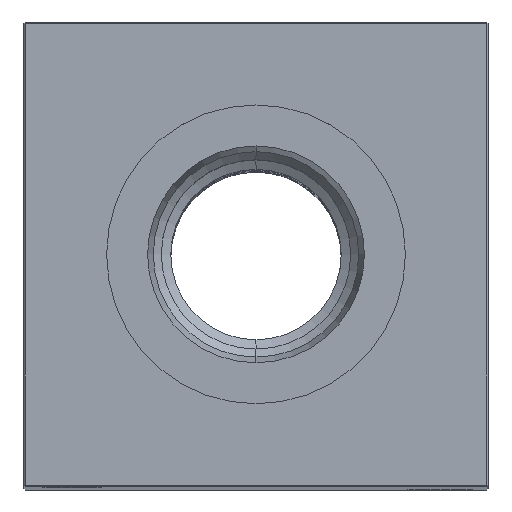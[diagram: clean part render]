
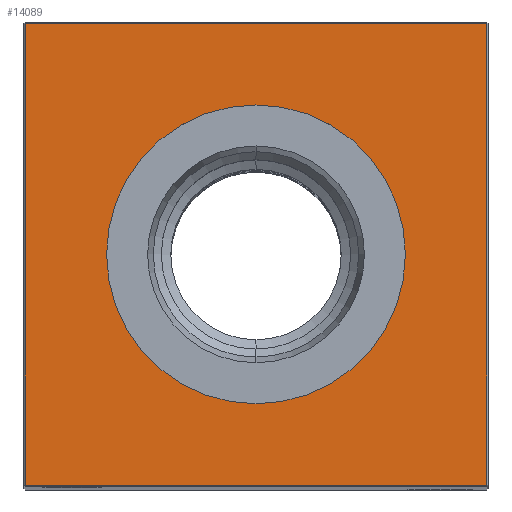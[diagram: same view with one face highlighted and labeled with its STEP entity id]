
A CAD part, top view. The second image highlights one B-rep face of the part: STEP entity #14089.
In plain terms, the highlighted planar face has unit normal (0, 0, 1).
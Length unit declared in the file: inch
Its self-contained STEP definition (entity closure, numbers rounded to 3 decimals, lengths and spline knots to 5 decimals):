
#1008 = ORIENTED_EDGE ( 'NONE', *, *, #26943, .T. ) ;
#1252 = CIRCLE ( 'NONE', #7188, 0.96457 ) ;
#1866 = CARTESIAN_POINT ( 'NONE',  ( -1.49, 0., 12.25 ) ) ;
#1919 = DIRECTION ( 'NONE',  ( -1., 0., 0. ) ) ;
#2003 = LINE ( 'NONE', #1866, #20869 ) ;
#2017 = VERTEX_POINT ( 'NONE', #9044 ) ;
#3058 = VERTEX_POINT ( 'NONE', #21104 ) ;
#3391 = EDGE_LOOP ( 'NONE', ( #6484, #3738, #28199, #1008 ) ) ;
#3738 = ORIENTED_EDGE ( 'NONE', *, *, #12148, .T. ) ;
#3745 = DIRECTION ( 'NONE',  ( 0., -1., 0. ) ) ;
#3934 = CARTESIAN_POINT ( 'NONE',  ( 0., 0., 12.25 ) ) ;
#5592 = LINE ( 'NONE', #7875, #23465 ) ;
#5779 = DIRECTION ( 'NONE',  ( 0., 0., -1. ) ) ;
#6107 = CARTESIAN_POINT ( 'NONE',  ( 0., 0., 12.25 ) ) ;
#6484 = ORIENTED_EDGE ( 'NONE', *, *, #16885, .T. ) ;
#7146 = CARTESIAN_POINT ( 'NONE',  ( 1.49, 1.49, 12.25 ) ) ;
#7188 = AXIS2_PLACEMENT_3D ( 'NONE', #3934, #5779, #27973 ) ;
#7560 = AXIS2_PLACEMENT_3D ( 'NONE', #21324, #12618, #1919 ) ;
#7875 = CARTESIAN_POINT ( 'NONE',  ( 1.49, 0., 12.25 ) ) ;
#7891 = CARTESIAN_POINT ( 'NONE',  ( 0., 0.96457, 12.25 ) ) ;
#8012 = CARTESIAN_POINT ( 'NONE',  ( 0., -1.49, 12.25 ) ) ;
#8487 = PLANE ( 'NONE',  #7560 ) ;
#9044 = CARTESIAN_POINT ( 'NONE',  ( 0., -0.96457, 12.25 ) ) ;
#9656 = LINE ( 'NONE', #22772, #22542 ) ;
#10271 = EDGE_CURVE ( 'NONE', #2017, #22552, #1252, .T. ) ;
#10327 = EDGE_LOOP ( 'NONE', ( #20634, #14200 ) ) ;
#10357 = FACE_BOUND ( 'NONE', #10327, .T. ) ;
#10692 = DIRECTION ( 'NONE',  ( 0., 1., 0. ) ) ;
#10851 = AXIS2_PLACEMENT_3D ( 'NONE', #6107, #25908, #27772 ) ;
#12148 = EDGE_CURVE ( 'NONE', #3058, #18416, #25101, .T. ) ;
#12548 = DIRECTION ( 'NONE',  ( 1., 0., 0. ) ) ;
#12618 = DIRECTION ( 'NONE',  ( 0., 0., -1. ) ) ;
#12969 = EDGE_CURVE ( 'NONE', #18416, #20532, #5592, .T. ) ;
#14089 = ADVANCED_FACE ( 'NONE', ( #19308, #10357 ), #8487, .F. ) ;
#14200 = ORIENTED_EDGE ( 'NONE', *, *, #10271, .T. ) ;
#14353 = VERTEX_POINT ( 'NONE', #25683 ) ;
#16885 = EDGE_CURVE ( 'NONE', #14353, #3058, #2003, .T. ) ;
#17505 = VECTOR ( 'NONE', #12548, 39.37008 ) ;
#18416 = VERTEX_POINT ( 'NONE', #20927 ) ;
#19308 = FACE_OUTER_BOUND ( 'NONE', #3391, .T. ) ;
#20532 = VERTEX_POINT ( 'NONE', #7146 ) ;
#20634 = ORIENTED_EDGE ( 'NONE', *, *, #23762, .T. ) ;
#20869 = VECTOR ( 'NONE', #3745, 39.37008 ) ;
#20927 = CARTESIAN_POINT ( 'NONE',  ( 1.49, -1.49, 12.25 ) ) ;
#21104 = CARTESIAN_POINT ( 'NONE',  ( -1.49, -1.49, 12.25 ) ) ;
#21324 = CARTESIAN_POINT ( 'NONE',  ( 0., 0., 12.25 ) ) ;
#22542 = VECTOR ( 'NONE', #22912, 39.37008 ) ;
#22552 = VERTEX_POINT ( 'NONE', #7891 ) ;
#22772 = CARTESIAN_POINT ( 'NONE',  ( 0., 1.49, 12.25 ) ) ;
#22912 = DIRECTION ( 'NONE',  ( -1., 0., 0. ) ) ;
#23465 = VECTOR ( 'NONE', #10692, 39.37008 ) ;
#23762 = EDGE_CURVE ( 'NONE', #22552, #2017, #28140, .T. ) ;
#25101 = LINE ( 'NONE', #8012, #17505 ) ;
#25683 = CARTESIAN_POINT ( 'NONE',  ( -1.49, 1.49, 12.25 ) ) ;
#25908 = DIRECTION ( 'NONE',  ( 0., 0., -1. ) ) ;
#26943 = EDGE_CURVE ( 'NONE', #20532, #14353, #9656, .T. ) ;
#27772 = DIRECTION ( 'NONE',  ( -1., 0., 0. ) ) ;
#27973 = DIRECTION ( 'NONE',  ( -1., 0., 0. ) ) ;
#28140 = CIRCLE ( 'NONE', #10851, 0.96457 ) ;
#28199 = ORIENTED_EDGE ( 'NONE', *, *, #12969, .T. ) ;
